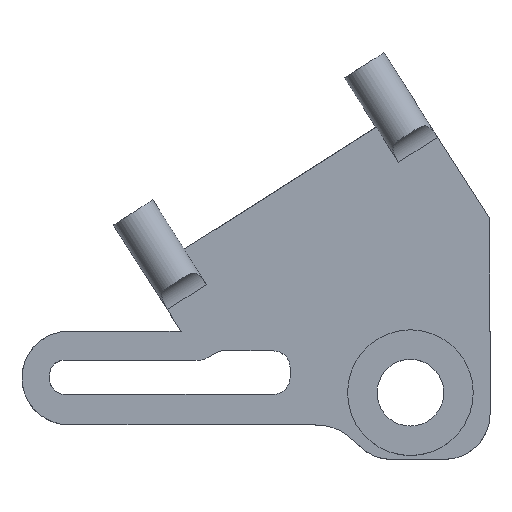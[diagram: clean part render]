
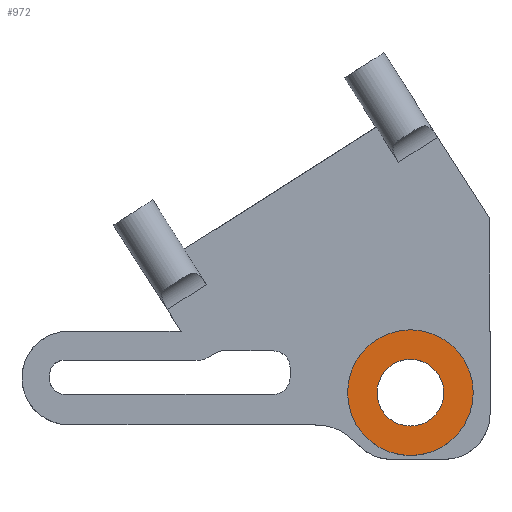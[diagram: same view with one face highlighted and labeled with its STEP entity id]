
A CAD part, top view. The second image highlights one B-rep face of the part: STEP entity #972.
In plain terms, the highlighted planar face has unit normal (0, 0, 1).
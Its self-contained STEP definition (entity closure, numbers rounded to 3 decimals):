
#26=FACE_BOUND('',#203,.T.);
#52=CIRCLE('',#1030,18.811);
#58=CIRCLE('',#1066,10.);
#93=PLANE('',#1067);
#145=FACE_OUTER_BOUND('',#202,.T.);
#202=EDGE_LOOP('',(#905));
#203=EDGE_LOOP('',(#906));
#455=VERTEX_POINT('',#1561);
#492=VERTEX_POINT('',#1999);
#562=EDGE_CURVE('',#455,#455,#52,.T.);
#629=EDGE_CURVE('',#492,#492,#58,.T.);
#905=ORIENTED_EDGE('',*,*,#562,.T.);
#906=ORIENTED_EDGE('',*,*,#629,.T.);
#972=ADVANCED_FACE('',(#145,#26),#93,.T.);
#1030=AXIS2_PLACEMENT_3D('',#1562,#1197,#1198);
#1066=AXIS2_PLACEMENT_3D('',#2000,#1323,#1324);
#1067=AXIS2_PLACEMENT_3D('',#2002,#1326,#1327);
#1197=DIRECTION('center_axis',(0.,0.,1.));
#1198=DIRECTION('ref_axis',(1.,0.,0.));
#1323=DIRECTION('center_axis',(0.,0.,-1.));
#1324=DIRECTION('ref_axis',(1.,0.,0.));
#1326=DIRECTION('center_axis',(0.,0.,1.));
#1327=DIRECTION('ref_axis',(1.,0.,0.));
#1561=CARTESIAN_POINT('',(-2.562,39.584,19.));
#1562=CARTESIAN_POINT('Origin',(16.249,39.584,19.));
#1999=CARTESIAN_POINT('',(6.249,39.584,19.));
#2000=CARTESIAN_POINT('Origin',(16.249,39.584,19.));
#2002=CARTESIAN_POINT('Origin',(16.249,39.584,19.));
